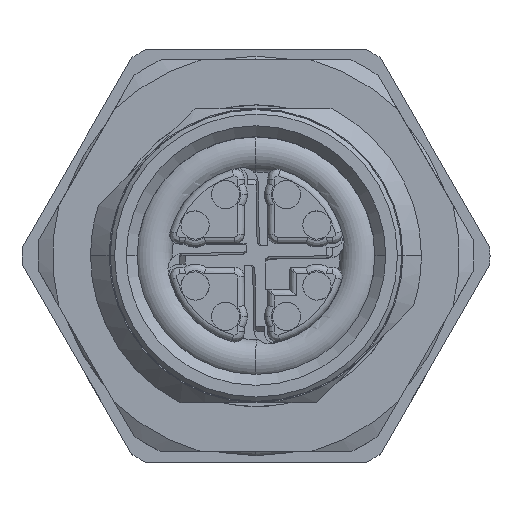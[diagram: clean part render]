
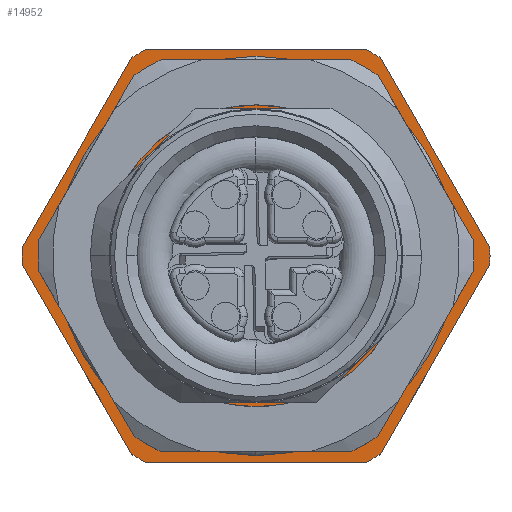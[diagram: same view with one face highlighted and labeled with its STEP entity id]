
A CAD part, top view. The second image highlights one B-rep face of the part: STEP entity #14952.
In plain terms, the highlighted planar face has unit normal (0, 0, 1).
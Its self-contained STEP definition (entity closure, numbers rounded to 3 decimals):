
#13878=AXIS2_PLACEMENT_3D('Circle Axis2P3D',#13876,#13877,$) ;
#13905=AXIS2_PLACEMENT_3D('Circle Axis2P3D',#13903,#13904,$) ;
#13962=AXIS2_PLACEMENT_3D('Circle Axis2P3D',#13960,#13961,$) ;
#14033=AXIS2_PLACEMENT_3D('Circle Axis2P3D',#14031,#14032,$) ;
#14069=AXIS2_PLACEMENT_3D('Circle Axis2P3D',#14067,#14068,$) ;
#14131=AXIS2_PLACEMENT_3D('Circle Axis2P3D',#14129,#14130,$) ;
#14179=AXIS2_PLACEMENT_3D('Circle Axis2P3D',#14177,#14178,$) ;
#14338=AXIS2_PLACEMENT_3D('Circle Axis2P3D',#14336,#14337,$) ;
#14924=AXIS2_PLACEMENT_3D('Plane Axis2P3D',#14921,#14922,#14923) ;
#13636=CARTESIAN_POINT('Vertex',(13.546,2.75,183.4)) ;
#13639=CARTESIAN_POINT('Line Origine',(15.769,4.973,183.4)) ;
#13643=CARTESIAN_POINT('Vertex',(17.993,7.197,183.4)) ;
#13664=CARTESIAN_POINT('Line Origine',(10.402,2.75,183.4)) ;
#13668=CARTESIAN_POINT('Vertex',(7.258,2.75,183.4)) ;
#13715=CARTESIAN_POINT('Vertex',(3.15,9.5,183.4)) ;
#13719=CARTESIAN_POINT('Control Point',(3.15,9.5,183.4)) ;
#13720=CARTESIAN_POINT('Control Point',(3.15,7.423,183.4)) ;
#13721=CARTESIAN_POINT('Control Point',(3.911,5.338,183.4)) ;
#13722=CARTESIAN_POINT('Control Point',(5.413,3.705,183.4)) ;
#13723=CARTESIAN_POINT('Control Point',(7.258,2.75,183.4)) ;
#13756=CARTESIAN_POINT('Vertex',(3.507,11.803,183.4)) ;
#13760=CARTESIAN_POINT('Control Point',(3.507,11.803,183.4)) ;
#13761=CARTESIAN_POINT('Control Point',(3.271,11.06,183.4)) ;
#13762=CARTESIAN_POINT('Control Point',(3.15,10.28,183.4)) ;
#13763=CARTESIAN_POINT('Control Point',(3.15,9.5,183.4)) ;
#13801=CARTESIAN_POINT('Vertex',(7.954,16.25,183.4)) ;
#13804=CARTESIAN_POINT('Line Origine',(5.731,14.027,183.4)) ;
#13822=CARTESIAN_POINT('Line Origine',(11.098,16.25,183.4)) ;
#13826=CARTESIAN_POINT('Vertex',(14.242,16.25,183.4)) ;
#13871=CARTESIAN_POINT('Vertex',(18.35,9.5,183.4)) ;
#13876=CARTESIAN_POINT('Axis2P3D Location',(10.75,9.5,183.4)) ;
#13903=CARTESIAN_POINT('Axis2P3D Location',(10.75,9.5,183.4)) ;
#13924=CARTESIAN_POINT('Vertex',(5.719,0.,183.4)) ;
#13940=CARTESIAN_POINT('Vertex',(15.781,0.,183.4)) ;
#13943=CARTESIAN_POINT('Line Origine',(10.75,0.,183.4)) ;
#13960=CARTESIAN_POINT('Axis2P3D Location',(10.75,9.5,183.4)) ;
#13964=CARTESIAN_POINT('Vertex',(16.462,0.393,183.4)) ;
#14002=CARTESIAN_POINT('Vertex',(21.493,9.107,183.4)) ;
#14005=CARTESIAN_POINT('Line Origine',(18.977,4.75,183.4)) ;
#14028=CARTESIAN_POINT('Vertex',(21.5,9.5,183.4)) ;
#14031=CARTESIAN_POINT('Axis2P3D Location',(10.75,9.5,183.4)) ;
#14064=CARTESIAN_POINT('Vertex',(21.493,9.893,183.4)) ;
#14067=CARTESIAN_POINT('Axis2P3D Location',(10.75,9.5,183.4)) ;
#14095=CARTESIAN_POINT('Vertex',(16.462,18.607,183.4)) ;
#14098=CARTESIAN_POINT('Line Origine',(18.977,14.25,183.4)) ;
#14126=CARTESIAN_POINT('Vertex',(15.781,19.,183.4)) ;
#14129=CARTESIAN_POINT('Axis2P3D Location',(10.75,9.5,183.4)) ;
#14157=CARTESIAN_POINT('Vertex',(5.719,19.,183.4)) ;
#14160=CARTESIAN_POINT('Line Origine',(10.75,19.,183.4)) ;
#14177=CARTESIAN_POINT('Axis2P3D Location',(10.75,9.5,183.4)) ;
#14181=CARTESIAN_POINT('Vertex',(5.038,18.607,183.4)) ;
#14219=CARTESIAN_POINT('Vertex',(0.007,9.893,183.4)) ;
#14222=CARTESIAN_POINT('Line Origine',(2.523,14.25,183.4)) ;
#14243=CARTESIAN_POINT('Vertex',(0.,9.5,183.4)) ;
#14249=CARTESIAN_POINT('Control Point',(0.007,9.893,183.4)) ;
#14250=CARTESIAN_POINT('Control Point',(0.002,9.762,183.4)) ;
#14251=CARTESIAN_POINT('Control Point',(0.,9.631,183.4)) ;
#14252=CARTESIAN_POINT('Control Point',(0.,9.5,183.4)) ;
#14284=CARTESIAN_POINT('Vertex',(0.007,9.107,183.4)) ;
#14288=CARTESIAN_POINT('Control Point',(0.,9.5,183.4)) ;
#14289=CARTESIAN_POINT('Control Point',(0.,9.369,183.4)) ;
#14290=CARTESIAN_POINT('Control Point',(0.002,9.238,183.4)) ;
#14291=CARTESIAN_POINT('Control Point',(0.007,9.107,183.4)) ;
#14316=CARTESIAN_POINT('Vertex',(5.038,0.393,183.4)) ;
#14319=CARTESIAN_POINT('Line Origine',(2.523,4.75,183.4)) ;
#14336=CARTESIAN_POINT('Axis2P3D Location',(10.75,9.5,183.4)) ;
#14921=CARTESIAN_POINT('Axis2P3D Location',(10.75,1.9,183.4)) ;
#13640=DIRECTION('Vector Direction',(0.707,0.707,0.)) ;
#13665=DIRECTION('Vector Direction',(1.,0.,0.)) ;
#13805=DIRECTION('Vector Direction',(0.707,0.707,0.)) ;
#13823=DIRECTION('Vector Direction',(1.,0.,0.)) ;
#13877=DIRECTION('Axis2P3D Direction',(0.,0.,-1.)) ;
#13904=DIRECTION('Axis2P3D Direction',(0.,0.,-1.)) ;
#13944=DIRECTION('Vector Direction',(-1.,0.,0.)) ;
#13961=DIRECTION('Axis2P3D Direction',(0.,0.,-1.)) ;
#14006=DIRECTION('Vector Direction',(-0.5,-0.866,0.)) ;
#14032=DIRECTION('Axis2P3D Direction',(0.,0.,-1.)) ;
#14068=DIRECTION('Axis2P3D Direction',(0.,0.,-1.)) ;
#14099=DIRECTION('Vector Direction',(0.5,-0.866,0.)) ;
#14130=DIRECTION('Axis2P3D Direction',(0.,0.,-1.)) ;
#14161=DIRECTION('Vector Direction',(1.,0.,0.)) ;
#14178=DIRECTION('Axis2P3D Direction',(0.,0.,-1.)) ;
#14223=DIRECTION('Vector Direction',(0.5,0.866,0.)) ;
#14320=DIRECTION('Vector Direction',(-0.5,0.866,0.)) ;
#14337=DIRECTION('Axis2P3D Direction',(0.,0.,-1.)) ;
#14922=DIRECTION('Axis2P3D Direction',(0.,0.,-1.)) ;
#14923=DIRECTION('Axis2P3D XDirection',(1.,0.,0.)) ;
#13641=VECTOR('Line Direction',#13640,1.) ;
#13666=VECTOR('Line Direction',#13665,1.) ;
#13806=VECTOR('Line Direction',#13805,1.) ;
#13824=VECTOR('Line Direction',#13823,1.) ;
#13945=VECTOR('Line Direction',#13944,1.) ;
#14007=VECTOR('Line Direction',#14006,1.) ;
#14100=VECTOR('Line Direction',#14099,1.) ;
#14162=VECTOR('Line Direction',#14161,1.) ;
#14224=VECTOR('Line Direction',#14223,1.) ;
#14321=VECTOR('Line Direction',#14320,1.) ;
#14927=ORIENTED_EDGE('',*,*,#14340,.T.) ;
#14928=ORIENTED_EDGE('',*,*,#13947,.F.) ;
#14929=ORIENTED_EDGE('',*,*,#13966,.T.) ;
#14930=ORIENTED_EDGE('',*,*,#14009,.F.) ;
#14931=ORIENTED_EDGE('',*,*,#14035,.T.) ;
#14932=ORIENTED_EDGE('',*,*,#14071,.T.) ;
#14933=ORIENTED_EDGE('',*,*,#14102,.F.) ;
#14934=ORIENTED_EDGE('',*,*,#14133,.T.) ;
#14935=ORIENTED_EDGE('',*,*,#14164,.F.) ;
#14936=ORIENTED_EDGE('',*,*,#14183,.T.) ;
#14937=ORIENTED_EDGE('',*,*,#14226,.F.) ;
#14938=ORIENTED_EDGE('',*,*,#14253,.T.) ;
#14939=ORIENTED_EDGE('',*,*,#14292,.T.) ;
#14940=ORIENTED_EDGE('',*,*,#14323,.F.) ;
#14943=ORIENTED_EDGE('',*,*,#13645,.F.) ;
#14944=ORIENTED_EDGE('',*,*,#13670,.F.) ;
#14945=ORIENTED_EDGE('',*,*,#13724,.F.) ;
#14946=ORIENTED_EDGE('',*,*,#13764,.F.) ;
#14947=ORIENTED_EDGE('',*,*,#13808,.T.) ;
#14948=ORIENTED_EDGE('',*,*,#13828,.T.) ;
#14949=ORIENTED_EDGE('',*,*,#13880,.F.) ;
#14950=ORIENTED_EDGE('',*,*,#13907,.F.) ;
#14951=FACE_BOUND('',#14942,.T.) ;
#14952=ADVANCED_FACE('Hauptkoerper',(#14941,#14951),#14925,.F.) ;
#13718=B_SPLINE_CURVE_WITH_KNOTS('',4,(#13719,#13720,#13721,#13722,#13723),.UNSPECIFIED.,.F.,.U.,(5,5),(-4.155,4.155),.UNSPECIFIED.) ;
#13759=B_SPLINE_CURVE_WITH_KNOTS('',3,(#13760,#13761,#13762,#13763),.UNSPECIFIED.,.F.,.U.,(4,4),(-1.17,1.17),.UNSPECIFIED.) ;
#14248=B_SPLINE_CURVE_WITH_KNOTS('',3,(#14249,#14250,#14251,#14252),.UNSPECIFIED.,.F.,.U.,(4,4),(-0.196,0.196),.UNSPECIFIED.) ;
#14287=B_SPLINE_CURVE_WITH_KNOTS('',3,(#14288,#14289,#14290,#14291),.UNSPECIFIED.,.F.,.U.,(4,4),(-0.196,0.196),.UNSPECIFIED.) ;
#13879=CIRCLE('generated circle',#13878,7.6) ;
#13906=CIRCLE('generated circle',#13905,7.6) ;
#13963=CIRCLE('generated circle',#13962,10.75) ;
#14034=CIRCLE('generated circle',#14033,10.75) ;
#14070=CIRCLE('generated circle',#14069,10.75) ;
#14132=CIRCLE('generated circle',#14131,10.75) ;
#14180=CIRCLE('generated circle',#14179,10.75) ;
#14339=CIRCLE('generated circle',#14338,10.75) ;
#13645=EDGE_CURVE('',#13637,#13644,#13642,.T.) ;
#13670=EDGE_CURVE('',#13669,#13637,#13667,.T.) ;
#13724=EDGE_CURVE('',#13716,#13669,#13718,.T.) ;
#13764=EDGE_CURVE('',#13757,#13716,#13759,.T.) ;
#13808=EDGE_CURVE('',#13757,#13802,#13807,.T.) ;
#13828=EDGE_CURVE('',#13802,#13827,#13825,.T.) ;
#13880=EDGE_CURVE('',#13872,#13827,#13879,.F.) ;
#13907=EDGE_CURVE('',#13644,#13872,#13906,.F.) ;
#13947=EDGE_CURVE('',#13941,#13925,#13946,.T.) ;
#13966=EDGE_CURVE('',#13941,#13965,#13963,.F.) ;
#14009=EDGE_CURVE('',#14003,#13965,#14008,.T.) ;
#14035=EDGE_CURVE('',#14003,#14029,#14034,.F.) ;
#14071=EDGE_CURVE('',#14029,#14065,#14070,.F.) ;
#14102=EDGE_CURVE('',#14096,#14065,#14101,.T.) ;
#14133=EDGE_CURVE('',#14096,#14127,#14132,.F.) ;
#14164=EDGE_CURVE('',#14158,#14127,#14163,.T.) ;
#14183=EDGE_CURVE('',#14158,#14182,#14180,.F.) ;
#14226=EDGE_CURVE('',#14220,#14182,#14225,.T.) ;
#14253=EDGE_CURVE('',#14220,#14244,#14248,.T.) ;
#14292=EDGE_CURVE('',#14244,#14285,#14287,.T.) ;
#14323=EDGE_CURVE('',#14317,#14285,#14322,.T.) ;
#14340=EDGE_CURVE('',#14317,#13925,#14339,.F.) ;
#14926=EDGE_LOOP('',(#14927,#14928,#14929,#14930,#14931,#14932,#14933,#14934,#14935,#14936,#14937,#14938,#14939,#14940)) ;
#14942=EDGE_LOOP('',(#14943,#14944,#14945,#14946,#14947,#14948,#14949,#14950)) ;
#14941=FACE_OUTER_BOUND('',#14926,.T.) ;
#13642=LINE('Line',#13639,#13641) ;
#13667=LINE('Line',#13664,#13666) ;
#13807=LINE('Line',#13804,#13806) ;
#13825=LINE('Line',#13822,#13824) ;
#13946=LINE('Line',#13943,#13945) ;
#14008=LINE('Line',#14005,#14007) ;
#14101=LINE('Line',#14098,#14100) ;
#14163=LINE('Line',#14160,#14162) ;
#14225=LINE('Line',#14222,#14224) ;
#14322=LINE('Line',#14319,#14321) ;
#14925=PLANE('',#14924) ;
#13637=VERTEX_POINT('',#13636) ;
#13644=VERTEX_POINT('',#13643) ;
#13669=VERTEX_POINT('',#13668) ;
#13716=VERTEX_POINT('',#13715) ;
#13757=VERTEX_POINT('',#13756) ;
#13802=VERTEX_POINT('',#13801) ;
#13827=VERTEX_POINT('',#13826) ;
#13872=VERTEX_POINT('',#13871) ;
#13925=VERTEX_POINT('',#13924) ;
#13941=VERTEX_POINT('',#13940) ;
#13965=VERTEX_POINT('',#13964) ;
#14003=VERTEX_POINT('',#14002) ;
#14029=VERTEX_POINT('',#14028) ;
#14065=VERTEX_POINT('',#14064) ;
#14096=VERTEX_POINT('',#14095) ;
#14127=VERTEX_POINT('',#14126) ;
#14158=VERTEX_POINT('',#14157) ;
#14182=VERTEX_POINT('',#14181) ;
#14220=VERTEX_POINT('',#14219) ;
#14244=VERTEX_POINT('',#14243) ;
#14285=VERTEX_POINT('',#14284) ;
#14317=VERTEX_POINT('',#14316) ;
